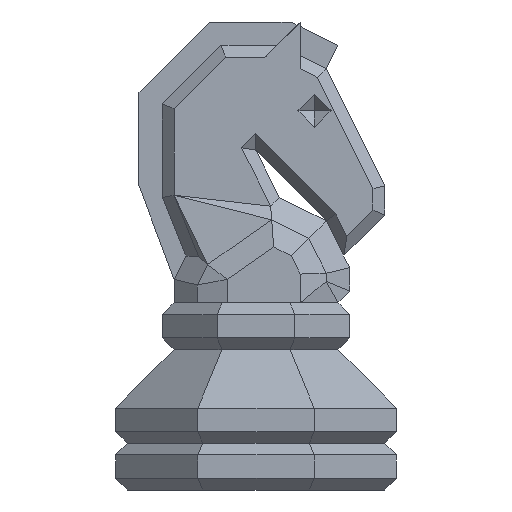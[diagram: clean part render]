
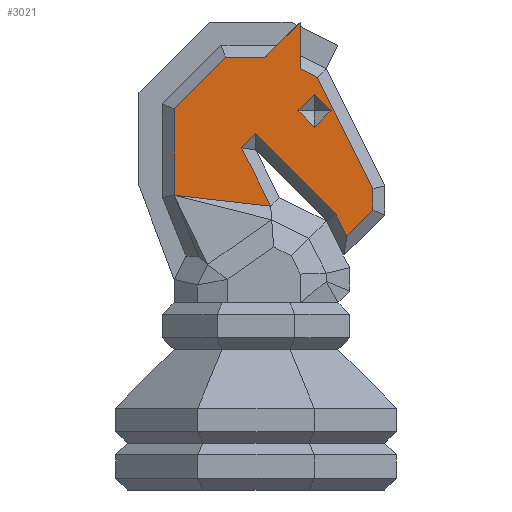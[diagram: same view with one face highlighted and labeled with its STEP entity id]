
A CAD part, left-side view. The second image highlights one B-rep face of the part: STEP entity #3021.
In plain terms, the highlighted planar face has unit normal (-1, 0, 0).
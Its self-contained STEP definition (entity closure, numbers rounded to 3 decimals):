
#16=FACE_BOUND('',#326,.T.);
#133=FACE_OUTER_BOUND('',#325,.T.);
#325=EDGE_LOOP('',(#2390,#2391,#2392,#2393,#2394,#2395,#2396,#2397,#2398,
#2399,#2400,#2401,#2402,#2403));
#326=EDGE_LOOP('',(#2404,#2405,#2406,#2407));
#425=LINE('',#4154,#842);
#486=LINE('',#4277,#903);
#490=LINE('',#4286,#907);
#495=LINE('',#4295,#912);
#585=LINE('',#4476,#1002);
#588=LINE('',#4481,#1005);
#589=LINE('',#4485,#1006);
#591=LINE('',#4488,#1008);
#637=LINE('',#4581,#1054);
#648=LINE('',#4600,#1065);
#656=LINE('',#4615,#1073);
#659=LINE('',#4620,#1076);
#660=LINE('',#4622,#1077);
#661=LINE('',#4625,#1078);
#663=LINE('',#4629,#1080);
#666=LINE('',#4634,#1083);
#668=LINE('',#4638,#1085);
#669=LINE('',#4640,#1086);
#842=VECTOR('',#3347,5.);
#903=VECTOR('',#3442,5.);
#907=VECTOR('',#3450,5.);
#912=VECTOR('',#3457,5.);
#1002=VECTOR('',#3613,5.);
#1005=VECTOR('',#3618,5.);
#1006=VECTOR('',#3623,5.);
#1008=VECTOR('',#3627,5.);
#1054=VECTOR('',#3733,5.);
#1065=VECTOR('',#3754,5.);
#1073=VECTOR('',#3776,5.);
#1076=VECTOR('',#3781,5.);
#1077=VECTOR('',#3784,5.);
#1078=VECTOR('',#3787,5.);
#1080=VECTOR('',#3791,5.);
#1083=VECTOR('',#3796,5.);
#1085=VECTOR('',#3800,5.);
#1086=VECTOR('',#3803,5.);
#1250=VERTEX_POINT('',#4151);
#1251=VERTEX_POINT('',#4153);
#1292=VERTEX_POINT('',#4267);
#1296=VERTEX_POINT('',#4275);
#1298=VERTEX_POINT('',#4283);
#1302=VERTEX_POINT('',#4293);
#1359=VERTEX_POINT('',#4473);
#1360=VERTEX_POINT('',#4475);
#1361=VERTEX_POINT('',#4479);
#1362=VERTEX_POINT('',#4484);
#1378=VERTEX_POINT('',#4578);
#1379=VERTEX_POINT('',#4580);
#1382=VERTEX_POINT('',#4599);
#1383=VERTEX_POINT('',#4618);
#1384=VERTEX_POINT('',#4624);
#1385=VERTEX_POINT('',#4628);
#1386=VERTEX_POINT('',#4632);
#1387=VERTEX_POINT('',#4636);
#1487=EDGE_CURVE('',#1251,#1250,#425,.T.);
#1548=EDGE_CURVE('',#1296,#1292,#486,.T.);
#1552=EDGE_CURVE('',#1296,#1298,#490,.T.);
#1557=EDGE_CURVE('',#1298,#1302,#495,.T.);
#1647=EDGE_CURVE('',#1360,#1359,#585,.T.);
#1650=EDGE_CURVE('',#1359,#1361,#588,.T.);
#1651=EDGE_CURVE('',#1362,#1360,#589,.T.);
#1653=EDGE_CURVE('',#1361,#1362,#591,.T.);
#1699=EDGE_CURVE('',#1379,#1378,#637,.T.);
#1710=EDGE_CURVE('',#1382,#1251,#648,.T.);
#1718=EDGE_CURVE('',#1250,#1379,#656,.T.);
#1721=EDGE_CURVE('',#1378,#1383,#659,.T.);
#1722=EDGE_CURVE('',#1302,#1382,#660,.T.);
#1723=EDGE_CURVE('',#1383,#1384,#661,.T.);
#1725=EDGE_CURVE('',#1384,#1385,#663,.T.);
#1728=EDGE_CURVE('',#1385,#1386,#666,.T.);
#1730=EDGE_CURVE('',#1386,#1387,#668,.T.);
#1731=EDGE_CURVE('',#1387,#1292,#669,.T.);
#2390=ORIENTED_EDGE('',*,*,#1487,.T.);
#2391=ORIENTED_EDGE('',*,*,#1718,.T.);
#2392=ORIENTED_EDGE('',*,*,#1699,.T.);
#2393=ORIENTED_EDGE('',*,*,#1721,.T.);
#2394=ORIENTED_EDGE('',*,*,#1723,.T.);
#2395=ORIENTED_EDGE('',*,*,#1725,.T.);
#2396=ORIENTED_EDGE('',*,*,#1728,.T.);
#2397=ORIENTED_EDGE('',*,*,#1730,.T.);
#2398=ORIENTED_EDGE('',*,*,#1731,.T.);
#2399=ORIENTED_EDGE('',*,*,#1548,.F.);
#2400=ORIENTED_EDGE('',*,*,#1552,.T.);
#2401=ORIENTED_EDGE('',*,*,#1557,.T.);
#2402=ORIENTED_EDGE('',*,*,#1722,.T.);
#2403=ORIENTED_EDGE('',*,*,#1710,.T.);
#2404=ORIENTED_EDGE('',*,*,#1651,.T.);
#2405=ORIENTED_EDGE('',*,*,#1647,.T.);
#2406=ORIENTED_EDGE('',*,*,#1650,.T.);
#2407=ORIENTED_EDGE('',*,*,#1653,.T.);
#2830=PLANE('',#3226);
#3021=ADVANCED_FACE('',(#133,#16),#2830,.F.);
#3226=AXIS2_PLACEMENT_3D('',#4641,#3804,#3805);
#3347=DIRECTION('',(0.,-0.994,-0.113));
#3442=DIRECTION('',(0.,0.,-1.));
#3450=DIRECTION('',(0.,0.707,-0.707));
#3457=DIRECTION('',(0.,1.,0.));
#3613=DIRECTION('',(0.,-0.707,-0.707));
#3618=DIRECTION('',(0.,0.707,-0.707));
#3623=DIRECTION('',(0.,-0.707,0.707));
#3627=DIRECTION('',(0.,0.707,0.707));
#3733=DIRECTION('',(0.,-0.707,0.707));
#3754=DIRECTION('',(0.,0.,-1.));
#3776=DIRECTION('',(0.,0.447,0.894));
#3781=DIRECTION('',(0.,-0.707,-0.707));
#3784=DIRECTION('',(0.,0.707,-0.707));
#3787=DIRECTION('',(0.,-0.447,-0.894));
#3791=DIRECTION('',(0.,-0.707,0.707));
#3796=DIRECTION('',(0.,0.,1.));
#3800=DIRECTION('',(0.,0.447,0.894));
#3803=DIRECTION('',(0.,0.894,0.447));
#3804=DIRECTION('center_axis',(1.,0.,0.));
#3805=DIRECTION('ref_axis',(0.,0.,-1.));
#4151=CARTESIAN_POINT('',(-7.,2.745,52.255));
#4153=CARTESIAN_POINT('',(-7.,11.,53.193));
#4154=CARTESIAN_POINT('',(-7.,2.29,52.203));
#4267=CARTESIAN_POINT('',(-7.,0.236,64.));
#4275=CARTESIAN_POINT('',(-7.,0.236,68.));
#4277=CARTESIAN_POINT('',(-7.,0.236,68.));
#4283=CARTESIAN_POINT('',(-7.,3.236,65.));
#4286=CARTESIAN_POINT('',(-7.,0.236,68.));
#4293=CARTESIAN_POINT('',(-7.,6.586,65.));
#4295=CARTESIAN_POINT('',(-7.,4.25,65.));
#4473=CARTESIAN_POINT('',(-7.,-2.414,60.414));
#4475=CARTESIAN_POINT('',(-7.,-1.,61.828));
#4476=CARTESIAN_POINT('',(-7.,-1.582,61.246));
#4479=CARTESIAN_POINT('',(-7.,-1.,59.));
#4481=CARTESIAN_POINT('',(-7.,-0.582,58.582));
#4484=CARTESIAN_POINT('',(-7.,0.414,60.414));
#4485=CARTESIAN_POINT('',(-7.,1.539,59.289));
#4488=CARTESIAN_POINT('',(-7.,-0.875,59.125));
#4578=CARTESIAN_POINT('',(-7.,4.043,58.457));
#4580=CARTESIAN_POINT('',(-7.,5.245,57.255));
#4581=CARTESIAN_POINT('',(-7.,5.354,57.146));
#4599=CARTESIAN_POINT('',(-7.,11.,60.586));
#4600=CARTESIAN_POINT('',(-7.,11.,53.25));
#4615=CARTESIAN_POINT('',(-7.,4.822,56.408));
#4618=CARTESIAN_POINT('',(-7.,-2.822,51.592));
#4620=CARTESIAN_POINT('',(-7.,-0.332,54.082));
#4622=CARTESIAN_POINT('',(-7.,8.668,62.918));
#4624=CARTESIAN_POINT('',(-7.,-3.774,49.688));
#4625=CARTESIAN_POINT('',(-7.,-2.094,53.047));
#4628=CARTESIAN_POINT('',(-7.,-6.,51.914));
#4629=CARTESIAN_POINT('',(-7.,-5.543,51.457));
#4632=CARTESIAN_POINT('',(-7.,-6.,53.764));
#4634=CARTESIAN_POINT('',(-7.,-6.,55.5));
#4636=CARTESIAN_POINT('',(-7.,-1.255,63.255));
#4638=CARTESIAN_POINT('',(-7.,-2.156,61.453));
#4640=CARTESIAN_POINT('',(-7.,0.447,64.106));
#4641=CARTESIAN_POINT('Origin',(-7.,1.5,57.));
